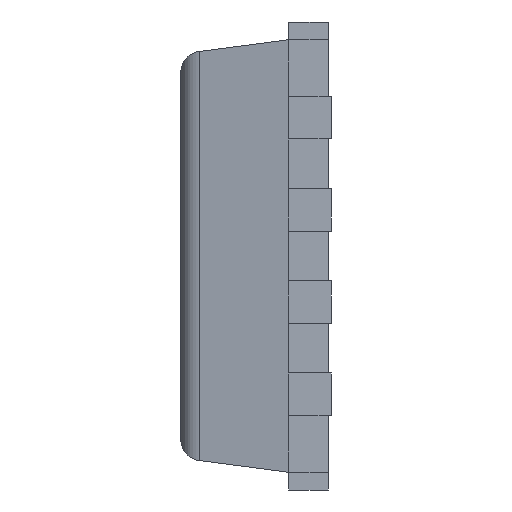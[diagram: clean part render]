
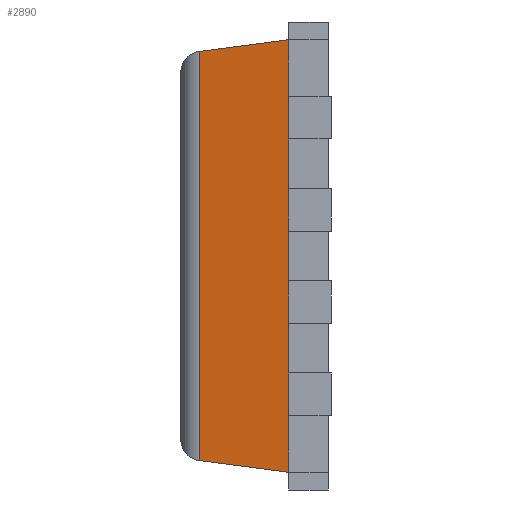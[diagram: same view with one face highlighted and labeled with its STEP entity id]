
A CAD part, left-side view. The second image highlights one B-rep face of the part: STEP entity #2890.
In plain terms, the highlighted planar face has unit normal (-0.992, 0.131, 0).
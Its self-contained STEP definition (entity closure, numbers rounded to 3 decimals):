
#13 = VERTEX_POINT ( 'NONE', #3336 ) ;
#57 = VERTEX_POINT ( 'NONE', #591 ) ;
#86 = ORIENTED_EDGE ( 'NONE', *, *, #1315, .F. ) ;
#122 = ORIENTED_EDGE ( 'NONE', *, *, #2584, .F. ) ;
#200 = VERTEX_POINT ( 'NONE', #3066 ) ;
#228 = LINE ( 'NONE', #4587, #1726 ) ;
#249 = VERTEX_POINT ( 'NONE', #5771 ) ;
#294 = VERTEX_POINT ( 'NONE', #5839 ) ;
#342 = DIRECTION ( 'NONE',  ( 0., 0., -1. ) ) ;
#498 = EDGE_CURVE ( 'NONE', #2086, #2510, #228, .T. ) ;
#509 = AXIS2_PLACEMENT_3D ( 'NONE', #3545, #1356, #3099 ) ;
#523 = EDGE_CURVE ( 'NONE', #1931, #294, #3825, .T. ) ;
#591 = CARTESIAN_POINT ( 'NONE',  ( -1.525, 0.28, -0.475 ) ) ;
#604 = DIRECTION ( 'NONE',  ( 0., 0., -1. ) ) ;
#632 = LINE ( 'NONE', #1837, #4655 ) ;
#746 = CARTESIAN_POINT ( 'NONE',  ( -1.442, 0.91, 0. ) ) ;
#781 = CARTESIAN_POINT ( 'NONE',  ( -1.525, 0.28, -1.525 ) ) ;
#867 = DIRECTION ( 'NONE',  ( 0., 0., -1. ) ) ;
#913 = CARTESIAN_POINT ( 'NONE',  ( -1.401, 1.221, -1.401 ) ) ;
#931 = DIRECTION ( 'NONE',  ( 0.129, 0.983, 0.129 ) ) ;
#960 = EDGE_CURVE ( 'NONE', #13, #2086, #632, .T. ) ;
#1030 = ORIENTED_EDGE ( 'NONE', *, *, #2274, .F. ) ;
#1315 = EDGE_CURVE ( 'NONE', #5776, #200, #5162, .T. ) ;
#1356 = DIRECTION ( 'NONE',  ( -0.991, 0.13, 0. ) ) ;
#1358 = LINE ( 'NONE', #2691, #4654 ) ;
#1545 = VECTOR ( 'NONE', #4433, 1000. ) ;
#1726 = VECTOR ( 'NONE', #3233, 1000. ) ;
#1727 = VECTOR ( 'NONE', #3896, 1000. ) ;
#1837 = CARTESIAN_POINT ( 'NONE',  ( -1.525, 0.28, -1.525 ) ) ;
#1876 = EDGE_CURVE ( 'NONE', #57, #1931, #1966, .T. ) ;
#1916 = VERTEX_POINT ( 'NONE', #3192 ) ;
#1931 = VERTEX_POINT ( 'NONE', #2349 ) ;
#1966 = LINE ( 'NONE', #5420, #4349 ) ;
#2016 = ORIENTED_EDGE ( 'NONE', *, *, #960, .F. ) ;
#2086 = VERTEX_POINT ( 'NONE', #3852 ) ;
#2090 = LINE ( 'NONE', #5740, #4695 ) ;
#2171 = VERTEX_POINT ( 'NONE', #4810 ) ;
#2274 = EDGE_CURVE ( 'NONE', #294, #3638, #5770, .T. ) ;
#2332 = CARTESIAN_POINT ( 'NONE',  ( -1.525, 0.28, -1.525 ) ) ;
#2349 = CARTESIAN_POINT ( 'NONE',  ( -1.525, 0.28, -0.825 ) ) ;
#2510 = VERTEX_POINT ( 'NONE', #3971 ) ;
#2584 = EDGE_CURVE ( 'NONE', #3638, #249, #5506, .T. ) ;
#2645 = ORIENTED_EDGE ( 'NONE', *, *, #4392, .T. ) ;
#2681 = VECTOR ( 'NONE', #931, 1000. ) ;
#2691 = CARTESIAN_POINT ( 'NONE',  ( -1.401, 1.221, 1.401 ) ) ;
#2767 = LINE ( 'NONE', #3788, #5096 ) ;
#2890 = ADVANCED_FACE ( 'NONE', ( #5297 ), #4919, .T. ) ;
#3021 = ORIENTED_EDGE ( 'NONE', *, *, #4848, .F. ) ;
#3041 = VECTOR ( 'NONE', #5289, 1000. ) ;
#3058 = ORIENTED_EDGE ( 'NONE', *, *, #523, .F. ) ;
#3066 = CARTESIAN_POINT ( 'NONE',  ( -1.525, 0.28, 1.125 ) ) ;
#3099 = DIRECTION ( 'NONE',  ( 0., 0., -1. ) ) ;
#3192 = CARTESIAN_POINT ( 'NONE',  ( -1.442, 0.91, 1.442 ) ) ;
#3225 = CARTESIAN_POINT ( 'NONE',  ( -1.525, 0.28, -1.525 ) ) ;
#3233 = DIRECTION ( 'NONE',  ( 0., 0., -1. ) ) ;
#3336 = CARTESIAN_POINT ( 'NONE',  ( -1.525, 0.28, 0.825 ) ) ;
#3414 = ORIENTED_EDGE ( 'NONE', *, *, #498, .F. ) ;
#3442 = DIRECTION ( 'NONE',  ( 0., 0., -1. ) ) ;
#3545 = CARTESIAN_POINT ( 'NONE',  ( -1.425, 1.04, 0. ) ) ;
#3565 = CARTESIAN_POINT ( 'NONE',  ( -1.525, 0.28, 1.525 ) ) ;
#3635 = DIRECTION ( 'NONE',  ( 0., 0., -1. ) ) ;
#3638 = VERTEX_POINT ( 'NONE', #3225 ) ;
#3762 = ORIENTED_EDGE ( 'NONE', *, *, #3927, .F. ) ;
#3788 = CARTESIAN_POINT ( 'NONE',  ( -1.525, 0.28, -1.525 ) ) ;
#3807 = ORIENTED_EDGE ( 'NONE', *, *, #1876, .F. ) ;
#3825 = LINE ( 'NONE', #2332, #3962 ) ;
#3834 = VECTOR ( 'NONE', #3442, 1000. ) ;
#3852 = CARTESIAN_POINT ( 'NONE',  ( -1.525, 0.28, 0.475 ) ) ;
#3896 = DIRECTION ( 'NONE',  ( 0., 0., -1. ) ) ;
#3927 = EDGE_CURVE ( 'NONE', #200, #13, #2090, .T. ) ;
#3962 = VECTOR ( 'NONE', #604, 1000. ) ;
#3970 = LINE ( 'NONE', #781, #3834 ) ;
#3971 = CARTESIAN_POINT ( 'NONE',  ( -1.525, 0.28, 0.175 ) ) ;
#4111 = ORIENTED_EDGE ( 'NONE', *, *, #4283, .F. ) ;
#4283 = EDGE_CURVE ( 'NONE', #2171, #57, #3970, .T. ) ;
#4313 = DIRECTION ( 'NONE',  ( 0., 0., -1. ) ) ;
#4349 = VECTOR ( 'NONE', #867, 1000. ) ;
#4392 = EDGE_CURVE ( 'NONE', #1916, #249, #4452, .T. ) ;
#4433 = DIRECTION ( 'NONE',  ( 0., 0., -1. ) ) ;
#4452 = LINE ( 'NONE', #746, #1727 ) ;
#4587 = CARTESIAN_POINT ( 'NONE',  ( -1.525, 0.28, -1.525 ) ) ;
#4654 = VECTOR ( 'NONE', #5840, 1000. ) ;
#4655 = VECTOR ( 'NONE', #3635, 1000. ) ;
#4695 = VECTOR ( 'NONE', #342, 1000. ) ;
#4810 = CARTESIAN_POINT ( 'NONE',  ( -1.525, 0.28, -0.175 ) ) ;
#4848 = EDGE_CURVE ( 'NONE', #2510, #2171, #2767, .T. ) ;
#4919 = PLANE ( 'NONE',  #509 ) ;
#4970 = EDGE_LOOP ( 'NONE', ( #5638, #2645, #122, #1030, #3058, #3807, #4111, #3021, #3414, #2016, #3762, #86 ) ) ;
#5084 = EDGE_CURVE ( 'NONE', #5776, #1916, #1358, .T. ) ;
#5096 = VECTOR ( 'NONE', #4313, 1000. ) ;
#5162 = LINE ( 'NONE', #5251, #3041 ) ;
#5251 = CARTESIAN_POINT ( 'NONE',  ( -1.525, 0.28, -1.525 ) ) ;
#5289 = DIRECTION ( 'NONE',  ( 0., 0., -1. ) ) ;
#5297 = FACE_OUTER_BOUND ( 'NONE', #4970, .T. ) ;
#5420 = CARTESIAN_POINT ( 'NONE',  ( -1.525, 0.28, -1.525 ) ) ;
#5506 = LINE ( 'NONE', #913, #2681 ) ;
#5638 = ORIENTED_EDGE ( 'NONE', *, *, #5084, .T. ) ;
#5740 = CARTESIAN_POINT ( 'NONE',  ( -1.525, 0.28, -1.525 ) ) ;
#5759 = CARTESIAN_POINT ( 'NONE',  ( -1.525, 0.28, -1.525 ) ) ;
#5770 = LINE ( 'NONE', #5759, #1545 ) ;
#5771 = CARTESIAN_POINT ( 'NONE',  ( -1.442, 0.91, -1.442 ) ) ;
#5776 = VERTEX_POINT ( 'NONE', #3565 ) ;
#5839 = CARTESIAN_POINT ( 'NONE',  ( -1.525, 0.28, -1.125 ) ) ;
#5840 = DIRECTION ( 'NONE',  ( 0.129, 0.983, -0.129 ) ) ;
